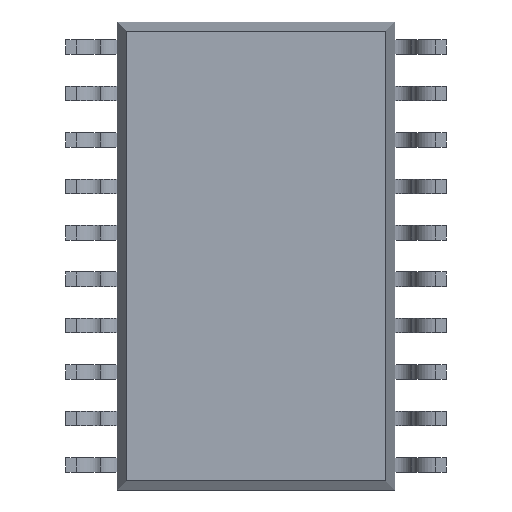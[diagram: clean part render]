
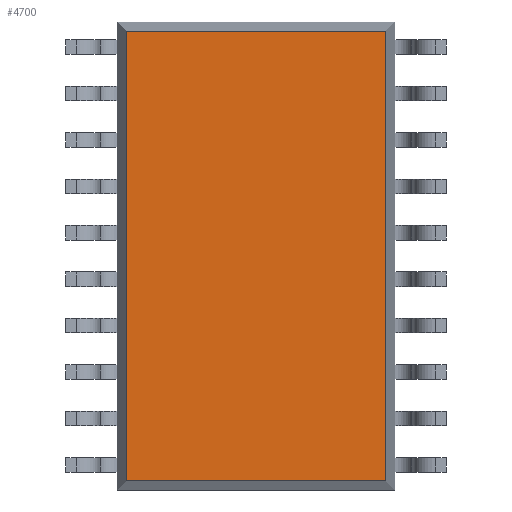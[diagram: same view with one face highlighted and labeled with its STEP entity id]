
A CAD part, front view. The second image highlights one B-rep face of the part: STEP entity #4700.
In plain terms, the highlighted planar face has unit normal (0, -1, 0).
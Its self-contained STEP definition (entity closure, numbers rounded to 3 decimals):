
#324=FACE_OUTER_BOUND('',#563,.T.);
#563=EDGE_LOOP('',(#3995,#3996,#3997,#3998));
#1038=LINE('',#7673,#1529);
#1051=LINE('',#7689,#1542);
#1052=LINE('',#7691,#1543);
#1053=LINE('',#7692,#1544);
#1529=VECTOR('',#6356,12.3);
#1542=VECTOR('',#6371,7.1);
#1543=VECTOR('',#6372,12.3);
#1544=VECTOR('',#6373,7.1);
#2131=VERTEX_POINT('',#7670);
#2132=VERTEX_POINT('',#7672);
#2134=VERTEX_POINT('',#7688);
#2135=VERTEX_POINT('',#7690);
#2764=EDGE_CURVE('',#2131,#2132,#1038,.T.);
#2777=EDGE_CURVE('',#2134,#2131,#1051,.T.);
#2778=EDGE_CURVE('',#2135,#2134,#1052,.T.);
#2779=EDGE_CURVE('',#2132,#2135,#1053,.T.);
#3995=ORIENTED_EDGE('',*,*,#2764,.F.);
#3996=ORIENTED_EDGE('',*,*,#2777,.F.);
#3997=ORIENTED_EDGE('',*,*,#2778,.F.);
#3998=ORIENTED_EDGE('',*,*,#2779,.F.);
#4242=PLANE('',#5101);
#4700=ADVANCED_FACE('',(#324),#4242,.T.);
#5101=AXIS2_PLACEMENT_3D('',#7687,#6369,#6370);
#6356=DIRECTION('',(0.,0.,-1.));
#6369=DIRECTION('center_axis',(0.,-1.,0.));
#6370=DIRECTION('ref_axis',(1.,0.,0.));
#6371=DIRECTION('',(1.,0.,0.));
#6372=DIRECTION('',(0.,0.,1.));
#6373=DIRECTION('',(-1.,0.,0.));
#7670=CARTESIAN_POINT('',(3.55,0.2,6.15));
#7672=CARTESIAN_POINT('',(3.55,0.2,-6.15));
#7673=CARTESIAN_POINT('',(3.55,0.2,0.));
#7687=CARTESIAN_POINT('Origin',(-3.8,0.2,0.));
#7688=CARTESIAN_POINT('',(-3.55,0.2,6.15));
#7689=CARTESIAN_POINT('',(-1.9,0.2,6.15));
#7690=CARTESIAN_POINT('',(-3.55,0.2,-6.15));
#7691=CARTESIAN_POINT('',(-3.55,0.2,0.));
#7692=CARTESIAN_POINT('',(-1.9,0.2,-6.15));
